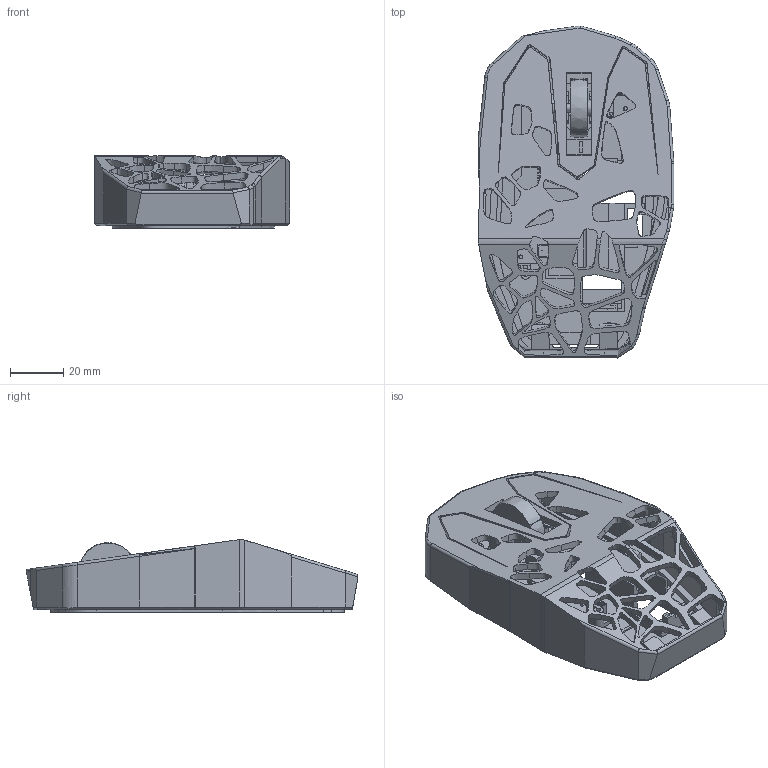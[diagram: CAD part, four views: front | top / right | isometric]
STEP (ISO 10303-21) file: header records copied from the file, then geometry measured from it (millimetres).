
FILE_DESCRIPTION(/* description */ (''),/* implementation_level */ '2;1');
FILE_NAME(/* name */ 'Mouse design v3.step',/* time_stamp */ '2025-07-29T20:03:56-04:00',/* author */ (''),/* organization */ (''),/* preprocessor_version */ 'ST-DEVELOPER v20.1',/* originating_system */ 'Autodesk Translation Framework v14.10.0.0',/* authorisation */ '');
FILE_SCHEMA (('AUTOMOTIVE_DESIGN { 1 0 10303 214 3 1 1 }'));
Products named in the file (5): Mouse design; bambu mouse; wheel; base; pcb
Assembly tree (4 placements, depth 3):
  Mouse design
    bambu mouse
      wheel
      base
      pcb
Bounding box: 73.63 x 124.88 x 27.4 mm (x, y, z)
Volume: 53747.3 mm3; surface area: 55302.3 mm2
Topology: 7 solids, 7 shells, 1405 faces, 3943 edges, 2602 vertices
Faces by surface type: plane 897, bspline 281, cylinder 224, cone 3
Full cylindrical faces by diameter (mm): 0.548 x2, 0.64 x1, 0.839 x2, 1 x2, 1.253 x12, 1.267 x3, 1.5 x5, 1.824 x3, 1.85 x2, 2.4 x4, 2.818 x1, 3.249 x1, 3.4 x3, 3.8 x2, 4.2 x2, 5.7 x1, 6.95 x2
Entity records: 55176 total; most frequent: CARTESIAN_POINT 20469, ORIENTED_EDGE 7884, DIRECTION 6112, EDGE_CURVE 3942, LINE 2836, VECTOR 2836, VERTEX_POINT 2602, AXIS2_PLACEMENT_3D 1638
